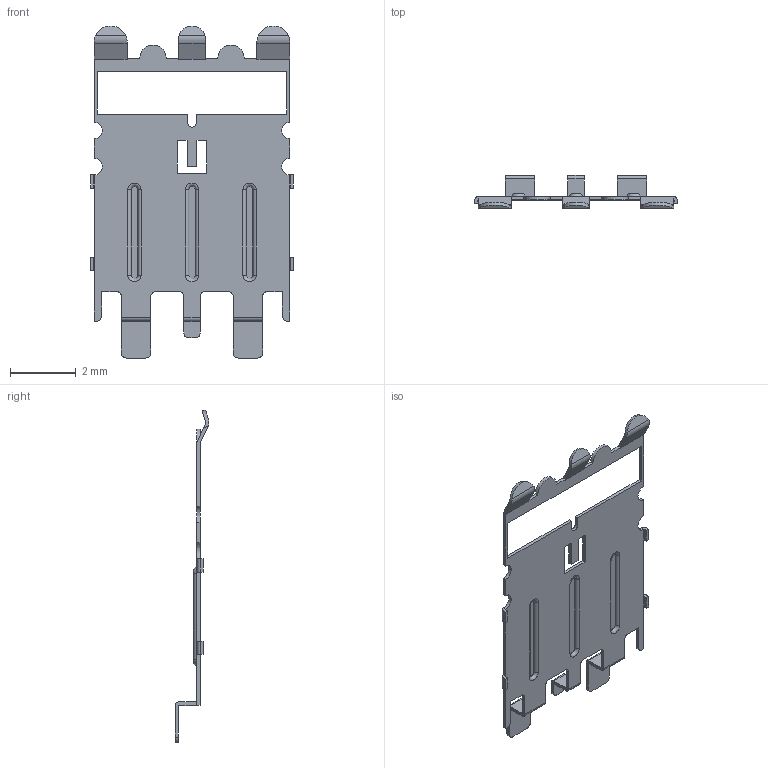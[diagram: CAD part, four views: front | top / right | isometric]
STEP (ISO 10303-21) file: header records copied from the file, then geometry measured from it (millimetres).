
FILE_DESCRIPTION(/* description */ (''),/* implementation_level */ '2;1');
FILE_NAME(/* name */ '632712000112Shelding2.stp',/* time_stamp */ '2025-09-12T00:23:16+02:00',/* author */ (''),/* organization */ (''),/* preprocessor_version */ 'ST-DEVELOPER v20.1',/* originating_system */ 'Autodesk Translation Framework v14.10.0.0',/* authorisation */ '');
FILE_SCHEMA (('AUTOMOTIVE_DESIGN { 1 0 10303 214 3 1 1 }'));
Length unit declared in the file: millimetre
Products named in the file (1): 632712000112_Shelding2
Bounding box: 6.17 x 1.03 x 10.1 mm (x, y, z)
Volume: 4.4 mm3; surface area: 95.7 mm2
Topology: 1 solids, 1 shells, 188 faces, 516 edges, 336 vertices
Faces by surface type: plane 108, cylinder 68, bspline 6, torus 6
Entity records: 6108 total; most frequent: CARTESIAN_POINT 1181, ORIENTED_EDGE 1032, DIRECTION 1030, EDGE_CURVE 516, LINE 344, VECTOR 344, AXIS2_PLACEMENT_3D 343, VERTEX_POINT 336
